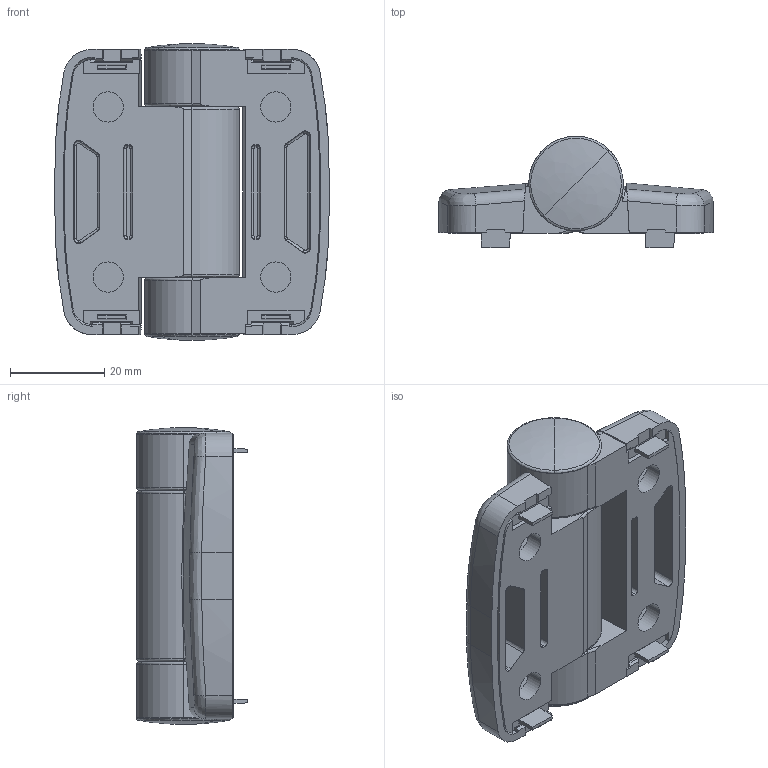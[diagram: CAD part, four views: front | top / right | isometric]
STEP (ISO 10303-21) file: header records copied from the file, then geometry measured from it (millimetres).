
FILE_DESCRIPTION (( 'STEP AP214' ), '1' );
FILE_NAME ('095sr3030a06.STEP', '2014-10-01T09:37:17', ( 'Not-Admin' ), ( 'Hewlett-Packard Company' ), 'SwSTEP 2.0', 'SolidWorks 2014', '' );
FILE_SCHEMA (( 'AUTOMOTIVE_DESIGN' ));
Length unit declared in the file: millimetre
Products named in the file (1): 095sr3030a06
Bounding box: 58 x 23.5 x 62.8 mm (x, y, z)
Volume: 34581.5 mm3; surface area: 31115.4 mm2
Topology: 13 solids, 13 shells, 1152 faces, 2907 edges, 1765 vertices
Faces by surface type: bspline 426, plane 346, cylinder 337, cone 43
Entity records: 58200 total; most frequent: CARTESIAN_POINT 20334, ORIENTED_EDGE 5750, DIRECTION 4813, EDGE_CURVE 2875, AXIS2_PLACEMENT_3D 1854, VERTEX_POINT 1765, EDGE_LOOP 1198, UNCERTAINTY_MEASURE_WITH_UNIT 1167
